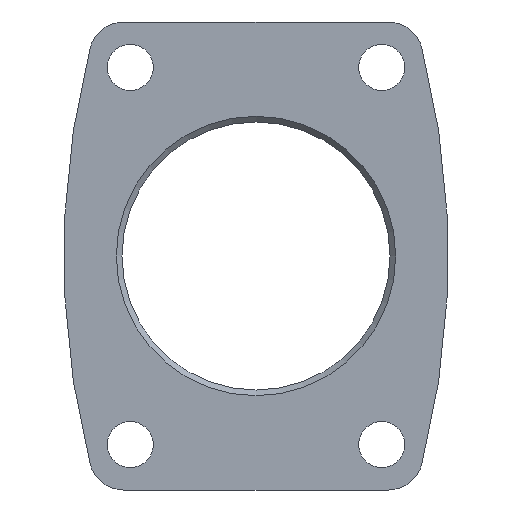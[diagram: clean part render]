
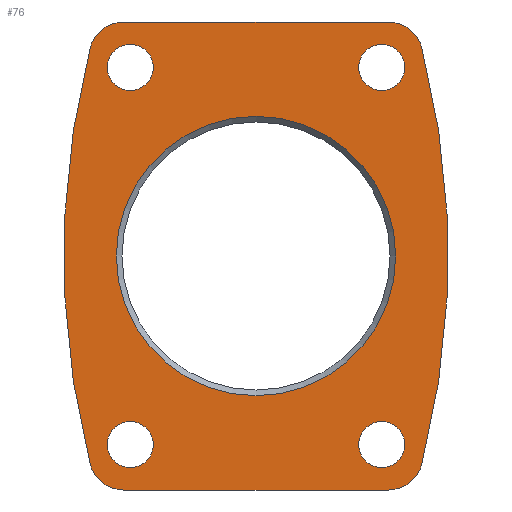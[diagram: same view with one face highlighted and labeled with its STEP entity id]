
A CAD part, left-side view. The second image highlights one B-rep face of the part: STEP entity #76.
In plain terms, the highlighted planar face has unit normal (-1, 0, 0).
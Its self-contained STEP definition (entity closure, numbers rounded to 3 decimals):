
#76 = ADVANCED_FACE( '', ( #101, #102, #103, #104, #105, #106 ), #107, .F. );
#101 = FACE_BOUND( '', #155, .T. );
#102 = FACE_BOUND( '', #156, .T. );
#103 = FACE_BOUND( '', #157, .T. );
#104 = FACE_BOUND( '', #158, .T. );
#105 = FACE_BOUND( '', #159, .T. );
#106 = FACE_OUTER_BOUND( '', #160, .T. );
#107 = PLANE( '', #161 );
#155 = EDGE_LOOP( '', ( #218 ) );
#156 = EDGE_LOOP( '', ( #219 ) );
#157 = EDGE_LOOP( '', ( #220 ) );
#158 = EDGE_LOOP( '', ( #221 ) );
#159 = EDGE_LOOP( '', ( #222 ) );
#160 = EDGE_LOOP( '', ( #223, #224, #225, #226, #227, #228, #229, #230 ) );
#161 = AXIS2_PLACEMENT_3D( '', #231, #232, #233 );
#218 = ORIENTED_EDGE( '', *, *, #343, .T. );
#219 = ORIENTED_EDGE( '', *, *, #344, .T. );
#220 = ORIENTED_EDGE( '', *, *, #345, .T. );
#221 = ORIENTED_EDGE( '', *, *, #346, .T. );
#222 = ORIENTED_EDGE( '', *, *, #347, .T. );
#223 = ORIENTED_EDGE( '', *, *, #348, .F. );
#224 = ORIENTED_EDGE( '', *, *, #349, .F. );
#225 = ORIENTED_EDGE( '', *, *, #350, .F. );
#226 = ORIENTED_EDGE( '', *, *, #351, .F. );
#227 = ORIENTED_EDGE( '', *, *, #352, .F. );
#228 = ORIENTED_EDGE( '', *, *, #353, .F. );
#229 = ORIENTED_EDGE( '', *, *, #354, .F. );
#230 = ORIENTED_EDGE( '', *, *, #355, .F. );
#231 = CARTESIAN_POINT( '', ( 0., -18.913, 28.5 ) );
#232 = DIRECTION( '', ( 1., 0., 0. ) );
#233 = DIRECTION( '', ( 0., 0., -1. ) );
#343 = EDGE_CURVE( '', #393, #393, #394, .T. );
#344 = EDGE_CURVE( '', #395, #395, #396, .T. );
#345 = EDGE_CURVE( '', #397, #397, #398, .T. );
#346 = EDGE_CURVE( '', #399, #399, #400, .T. );
#347 = EDGE_CURVE( '', #401, #401, #402, .T. );
#348 = EDGE_CURVE( '', #403, #404, #405, .T. );
#349 = EDGE_CURVE( '', #406, #403, #407, .T. );
#350 = EDGE_CURVE( '', #408, #406, #409, .T. );
#351 = EDGE_CURVE( '', #410, #408, #411, .T. );
#352 = EDGE_CURVE( '', #412, #410, #413, .T. );
#353 = EDGE_CURVE( '', #414, #412, #415, .T. );
#354 = EDGE_CURVE( '', #416, #414, #417, .T. );
#355 = EDGE_CURVE( '', #404, #416, #418, .T. );
#393 = VERTEX_POINT( '', #461 );
#394 = CIRCLE( '', #462, 20. );
#395 = VERTEX_POINT( '', #463 );
#396 = CIRCLE( '', #464, 3.3 );
#397 = VERTEX_POINT( '', #465 );
#398 = CIRCLE( '', #466, 3.3 );
#399 = VERTEX_POINT( '', #467 );
#400 = CIRCLE( '', #468, 3.3 );
#401 = VERTEX_POINT( '', #469 );
#402 = CIRCLE( '', #470, 3.3 );
#403 = VERTEX_POINT( '', #471 );
#404 = VERTEX_POINT( '', #472 );
#405 = LINE( '', #473, #474 );
#406 = VERTEX_POINT( '', #475 );
#407 = CIRCLE( '', #476, 5. );
#408 = VERTEX_POINT( '', #477 );
#409 = CIRCLE( '', #478, 120. );
#410 = VERTEX_POINT( '', #479 );
#411 = CIRCLE( '', #480, 5. );
#412 = VERTEX_POINT( '', #481 );
#413 = LINE( '', #482, #483 );
#414 = VERTEX_POINT( '', #484 );
#415 = CIRCLE( '', #485, 5. );
#416 = VERTEX_POINT( '', #486 );
#417 = CIRCLE( '', #487, 120. );
#418 = CIRCLE( '', #488, 5. );
#461 = CARTESIAN_POINT( '', ( 0., 0., -20. ) );
#462 = AXIS2_PLACEMENT_3D( '', #546, #547, #548 );
#463 = CARTESIAN_POINT( '', ( 0., -18., 23.7 ) );
#464 = AXIS2_PLACEMENT_3D( '', #549, #550, #551 );
#465 = CARTESIAN_POINT( '', ( 0., -18., -30.3 ) );
#466 = AXIS2_PLACEMENT_3D( '', #552, #553, #554 );
#467 = CARTESIAN_POINT( '', ( 0., 18., 23.7 ) );
#468 = AXIS2_PLACEMENT_3D( '', #555, #556, #557 );
#469 = CARTESIAN_POINT( '', ( 0., 18., -30.3 ) );
#470 = AXIS2_PLACEMENT_3D( '', #558, #559, #560 );
#471 = CARTESIAN_POINT( '', ( 0., 18.913, 33.5 ) );
#472 = CARTESIAN_POINT( '', ( 0., -18.913, 33.5 ) );
#473 = CARTESIAN_POINT( '', ( 0., 18.913, 33.5 ) );
#474 = VECTOR( '', #561, 1000. );
#475 = CARTESIAN_POINT( '', ( 0., 23.757, 29.739 ) );
#476 = AXIS2_PLACEMENT_3D( '', #562, #563, #564 );
#477 = CARTESIAN_POINT( '', ( 0., 23.757, -29.739 ) );
#478 = AXIS2_PLACEMENT_3D( '', #565, #566, #567 );
#479 = CARTESIAN_POINT( '', ( 0., 18.913, -33.5 ) );
#480 = AXIS2_PLACEMENT_3D( '', #568, #569, #570 );
#481 = CARTESIAN_POINT( '', ( 0., -18.913, -33.5 ) );
#482 = CARTESIAN_POINT( '', ( 0., -18.913, -33.5 ) );
#483 = VECTOR( '', #571, 1000. );
#484 = CARTESIAN_POINT( '', ( 0., -23.757, -29.739 ) );
#485 = AXIS2_PLACEMENT_3D( '', #572, #573, #574 );
#486 = CARTESIAN_POINT( '', ( 0., -23.757, 29.739 ) );
#487 = AXIS2_PLACEMENT_3D( '', #575, #576, #577 );
#488 = AXIS2_PLACEMENT_3D( '', #578, #579, #580 );
#546 = CARTESIAN_POINT( '', ( 0., 0., 0. ) );
#547 = DIRECTION( '', ( 1., 0., 0. ) );
#548 = DIRECTION( '', ( 0., 0., -1. ) );
#549 = CARTESIAN_POINT( '', ( 0., -18., 27. ) );
#550 = DIRECTION( '', ( 1., 0., 0. ) );
#551 = DIRECTION( '', ( 0., 0., -1. ) );
#552 = CARTESIAN_POINT( '', ( 0., -18., -27. ) );
#553 = DIRECTION( '', ( 1., 0., 0. ) );
#554 = DIRECTION( '', ( 0., 0., -1. ) );
#555 = CARTESIAN_POINT( '', ( 0., 18., 27. ) );
#556 = DIRECTION( '', ( 1., 0., 0. ) );
#557 = DIRECTION( '', ( 0., 0., -1. ) );
#558 = CARTESIAN_POINT( '', ( 0., 18., -27. ) );
#559 = DIRECTION( '', ( 1., 0., 0. ) );
#560 = DIRECTION( '', ( 0., 0., -1. ) );
#561 = DIRECTION( '', ( 0., -1., 0. ) );
#562 = CARTESIAN_POINT( '', ( 0., 18.913, 28.5 ) );
#563 = DIRECTION( '', ( 1., 0., 0. ) );
#564 = DIRECTION( '', ( 0., 0., -1. ) );
#565 = CARTESIAN_POINT( '', ( 0., -92.5, 0. ) );
#566 = DIRECTION( '', ( 1., 0., 0. ) );
#567 = DIRECTION( '', ( 0., 0., -1. ) );
#568 = CARTESIAN_POINT( '', ( 0., 18.913, -28.5 ) );
#569 = DIRECTION( '', ( 1., 0., 0. ) );
#570 = DIRECTION( '', ( 0., 0., -1. ) );
#571 = DIRECTION( '', ( 0., 1., 0. ) );
#572 = CARTESIAN_POINT( '', ( 0., -18.913, -28.5 ) );
#573 = DIRECTION( '', ( 1., 0., 0. ) );
#574 = DIRECTION( '', ( 0., 0., -1. ) );
#575 = CARTESIAN_POINT( '', ( 0., 92.5, 0. ) );
#576 = DIRECTION( '', ( 1., 0., 0. ) );
#577 = DIRECTION( '', ( 0., 0., -1. ) );
#578 = CARTESIAN_POINT( '', ( 0., -18.913, 28.5 ) );
#579 = DIRECTION( '', ( 1., 0., 0. ) );
#580 = DIRECTION( '', ( 0., 0., -1. ) );
